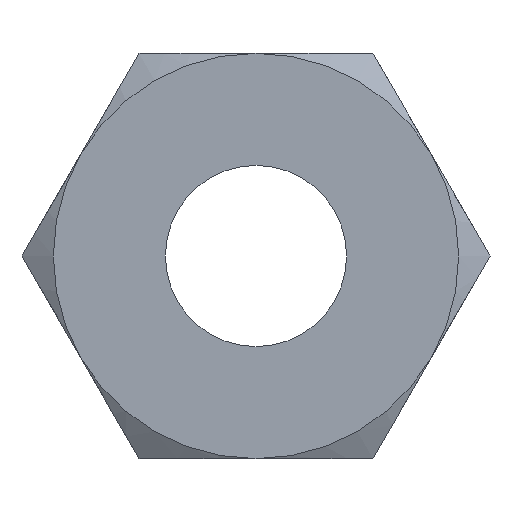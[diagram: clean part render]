
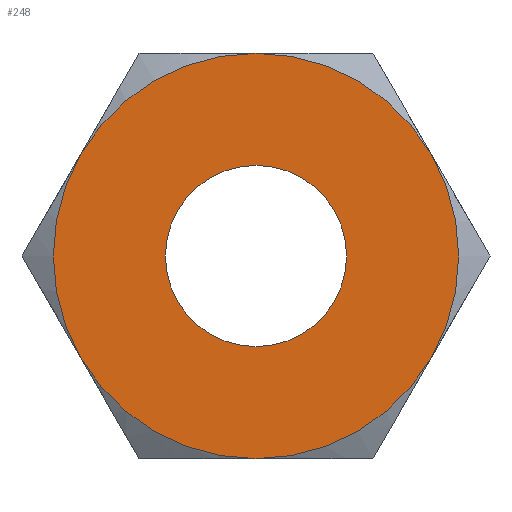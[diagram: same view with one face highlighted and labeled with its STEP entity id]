
A CAD part, left-side view. The second image highlights one B-rep face of the part: STEP entity #248.
In plain terms, the highlighted planar face has unit normal (-1, 0, 0).
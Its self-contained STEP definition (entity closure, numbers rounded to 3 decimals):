
#46=PLANE('',#284);
#53=CIRCLE('',#271,2.75);
#54=CIRCLE('',#273,2.75);
#55=CIRCLE('',#275,2.75);
#56=CIRCLE('',#277,2.75);
#57=CIRCLE('',#279,2.75);
#58=CIRCLE('',#281,2.75);
#60=CIRCLE('',#285,1.23);
#87=ORIENTED_EDGE('',*,*,#133,.F.);
#88=ORIENTED_EDGE('',*,*,#130,.F.);
#89=ORIENTED_EDGE('',*,*,#139,.F.);
#90=ORIENTED_EDGE('',*,*,#145,.F.);
#91=ORIENTED_EDGE('',*,*,#141,.F.);
#92=ORIENTED_EDGE('',*,*,#135,.F.);
#93=ORIENTED_EDGE('',*,*,#153,.T.);
#130=EDGE_CURVE('',#163,#162,#53,.T.);
#133=EDGE_CURVE('',#162,#165,#54,.T.);
#135=EDGE_CURVE('',#165,#167,#55,.T.);
#139=EDGE_CURVE('',#169,#163,#56,.T.);
#141=EDGE_CURVE('',#167,#171,#57,.T.);
#145=EDGE_CURVE('',#171,#169,#58,.T.);
#153=EDGE_CURVE('',#180,#180,#60,.T.);
#162=VERTEX_POINT('',#366);
#163=VERTEX_POINT('',#371);
#165=VERTEX_POINT('',#379);
#167=VERTEX_POINT('',#392);
#169=VERTEX_POINT('',#407);
#171=VERTEX_POINT('',#416);
#180=VERTEX_POINT('',#449);
#202=EDGE_LOOP('',(#87,#88,#89,#90,#91,#92));
#203=EDGE_LOOP('',(#93));
#222=FACE_BOUND('',#202,.T.);
#223=FACE_BOUND('',#203,.T.);
#248=ADVANCED_FACE('',(#222,#223),#46,.F.);
#271=AXIS2_PLACEMENT_3D('',#372,#299,#300);
#273=AXIS2_PLACEMENT_3D('',#384,#303,#304);
#275=AXIS2_PLACEMENT_3D('',#391,#307,#308);
#277=AXIS2_PLACEMENT_3D('',#408,#311,#312);
#279=AXIS2_PLACEMENT_3D('',#415,#315,#316);
#281=AXIS2_PLACEMENT_3D('',#431,#319,#320);
#284=AXIS2_PLACEMENT_3D('',#447,#331,#332);
#285=AXIS2_PLACEMENT_3D('',#448,#333,#334);
#299=DIRECTION('',(1.,0.,0.));
#300=DIRECTION('',(0.,0.,-1.));
#303=DIRECTION('',(1.,0.,0.));
#304=DIRECTION('',(0.,0.,-1.));
#307=DIRECTION('',(1.,0.,0.));
#308=DIRECTION('',(0.,0.,-1.));
#311=DIRECTION('',(1.,0.,0.));
#312=DIRECTION('',(0.,0.,-1.));
#315=DIRECTION('',(1.,0.,0.));
#316=DIRECTION('',(0.,0.,-1.));
#319=DIRECTION('',(1.,0.,0.));
#320=DIRECTION('',(0.,0.,-1.));
#331=DIRECTION('',(1.,0.,0.));
#332=DIRECTION('',(0.,0.,-1.));
#333=DIRECTION('',(1.,0.,0.));
#334=DIRECTION('',(0.,0.,-1.));
#366=CARTESIAN_POINT('',(-2.4,2.382,-1.375));
#371=CARTESIAN_POINT('',(-2.4,0.,-2.75));
#372=CARTESIAN_POINT('',(-2.4,0.,0.));
#379=CARTESIAN_POINT('',(-2.4,2.382,1.375));
#384=CARTESIAN_POINT('',(-2.4,0.,0.));
#391=CARTESIAN_POINT('',(-2.4,0.,0.));
#392=CARTESIAN_POINT('',(-2.4,0.,2.75));
#407=CARTESIAN_POINT('',(-2.4,-2.382,-1.375));
#408=CARTESIAN_POINT('',(-2.4,0.,0.));
#415=CARTESIAN_POINT('',(-2.4,0.,0.));
#416=CARTESIAN_POINT('',(-2.4,-2.382,1.375));
#431=CARTESIAN_POINT('',(-2.4,0.,0.));
#447=CARTESIAN_POINT('',(-2.4,0.,0.));
#448=CARTESIAN_POINT('',(-2.4,0.,0.));
#449=CARTESIAN_POINT('',(-2.4,0.,-1.23));
